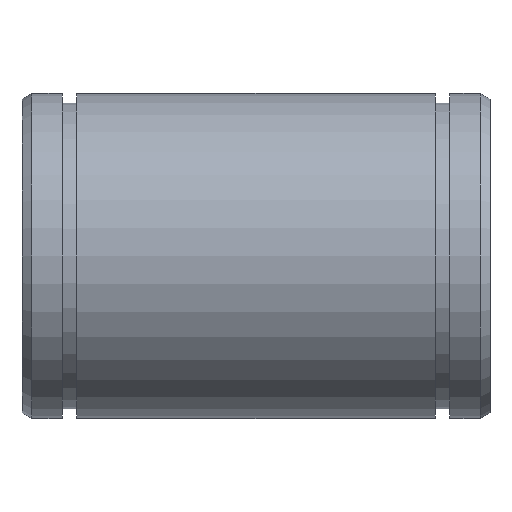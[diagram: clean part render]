
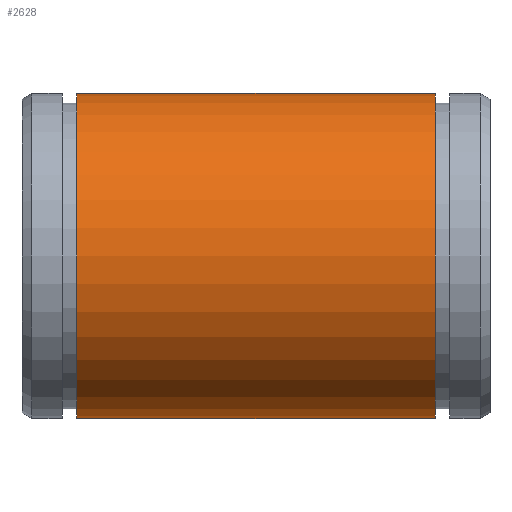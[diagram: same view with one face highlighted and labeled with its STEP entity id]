
A CAD part, left-side view. The second image highlights one B-rep face of the part: STEP entity #2628.
In plain terms, the highlighted cylindrical face has radius 19.844 mm (diameter 39.688 mm), a partial arc.
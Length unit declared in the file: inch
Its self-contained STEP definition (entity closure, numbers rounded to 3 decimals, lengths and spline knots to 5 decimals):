
#105 = ORIENTED_EDGE ( 'NONE', *, *, #2114, .T. ) ;
#111 = DIRECTION ( 'NONE',  ( 0., 1., 0. ) ) ;
#402 = DIRECTION ( 'NONE',  ( 0., 0., 1. ) ) ;
#403 = ORIENTED_EDGE ( 'NONE', *, *, #1337, .F. ) ;
#459 = DIRECTION ( 'NONE',  ( 0., 1., 0. ) ) ;
#473 = VECTOR ( 'NONE', #459, 39.37008 ) ;
#519 = CYLINDRICAL_SURFACE ( 'NONE', #1631, 0.78125 ) ;
#695 = CARTESIAN_POINT ( 'NONE',  ( 0., -0.862, 0.78125 ) ) ;
#707 = EDGE_LOOP ( 'NONE', ( #403, #3075, #105, #3386 ) ) ;
#1024 = CIRCLE ( 'NONE', #2176, 0.78125 ) ;
#1053 = EDGE_CURVE ( 'NONE', #1726, #2054, #1024, .T. ) ;
#1281 = VECTOR ( 'NONE', #3262, 39.37008 ) ;
#1337 = EDGE_CURVE ( 'NONE', #1726, #3250, #2518, .T. ) ;
#1474 = CIRCLE ( 'NONE', #2248, 0.78125 ) ;
#1631 = AXIS2_PLACEMENT_3D ( 'NONE', #1735, #111, #2307 ) ;
#1654 = FACE_OUTER_BOUND ( 'NONE', #707, .T. ) ;
#1675 = CARTESIAN_POINT ( 'NONE',  ( 0., 0., -0.78125 ) ) ;
#1726 = VERTEX_POINT ( 'NONE', #3136 ) ;
#1735 = CARTESIAN_POINT ( 'NONE',  ( 0., 0., 0. ) ) ;
#1918 = LINE ( 'NONE', #2611, #473 ) ;
#2030 = DIRECTION ( 'NONE',  ( 0., 1., 0. ) ) ;
#2054 = VERTEX_POINT ( 'NONE', #695 ) ;
#2114 = EDGE_CURVE ( 'NONE', #2054, #2443, #1918, .T. ) ;
#2176 = AXIS2_PLACEMENT_3D ( 'NONE', #2280, #2030, #402 ) ;
#2248 = AXIS2_PLACEMENT_3D ( 'NONE', #2340, #2367, #2650 ) ;
#2280 = CARTESIAN_POINT ( 'NONE',  ( 0., -0.862, 0. ) ) ;
#2307 = DIRECTION ( 'NONE',  ( 0., 0., 1. ) ) ;
#2340 = CARTESIAN_POINT ( 'NONE',  ( 0., 0.862, 0. ) ) ;
#2367 = DIRECTION ( 'NONE',  ( 0., -1., 0. ) ) ;
#2443 = VERTEX_POINT ( 'NONE', #3103 ) ;
#2518 = LINE ( 'NONE', #1675, #1281 ) ;
#2611 = CARTESIAN_POINT ( 'NONE',  ( 0., 0., 0.78125 ) ) ;
#2628 = ADVANCED_FACE ( 'NONE', ( #1654 ), #519, .T. ) ;
#2650 = DIRECTION ( 'NONE',  ( 0., 0., 1. ) ) ;
#2953 = CARTESIAN_POINT ( 'NONE',  ( 0., 0.862, -0.78125 ) ) ;
#2967 = EDGE_CURVE ( 'NONE', #2443, #3250, #1474, .T. ) ;
#3075 = ORIENTED_EDGE ( 'NONE', *, *, #1053, .T. ) ;
#3103 = CARTESIAN_POINT ( 'NONE',  ( 0., 0.862, 0.78125 ) ) ;
#3136 = CARTESIAN_POINT ( 'NONE',  ( 0., -0.862, -0.78125 ) ) ;
#3250 = VERTEX_POINT ( 'NONE', #2953 ) ;
#3262 = DIRECTION ( 'NONE',  ( 0., 1., 0. ) ) ;
#3386 = ORIENTED_EDGE ( 'NONE', *, *, #2967, .T. ) ;
